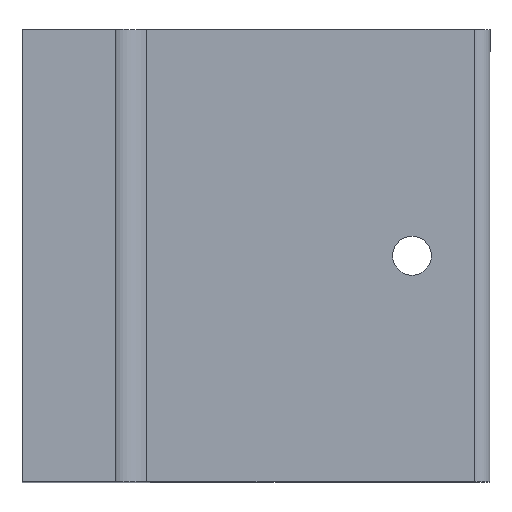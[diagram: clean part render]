
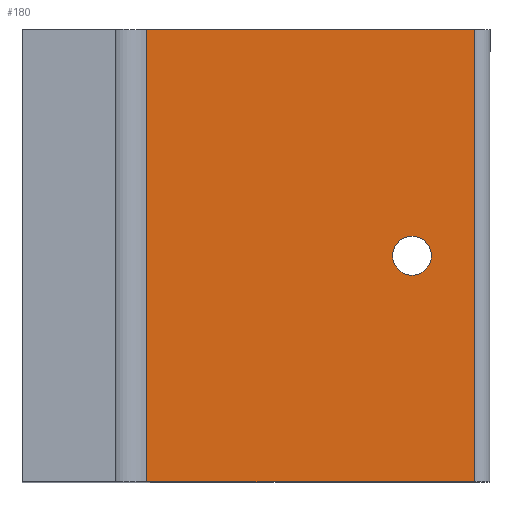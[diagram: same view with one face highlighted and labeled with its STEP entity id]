
A CAD part, top view. The second image highlights one B-rep face of the part: STEP entity #180.
In plain terms, the highlighted planar face has unit normal (0, 0, 1).
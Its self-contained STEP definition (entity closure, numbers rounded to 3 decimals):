
#2 = DIRECTION ( 'NONE',  ( 0., 0., -1. ) ) ;
#5 = CIRCLE ( 'NONE', #118, 1.25 ) ;
#17 = LINE ( 'NONE', #560, #571 ) ;
#23 = CARTESIAN_POINT ( 'NONE',  ( -16., -14.5, 47.5 ) ) ;
#33 = CARTESIAN_POINT ( 'NONE',  ( -20., 0., 47.5 ) ) ;
#57 = CARTESIAN_POINT ( 'NONE',  ( -37., 14.5, 47.5 ) ) ;
#60 = CIRCLE ( 'NONE', #99, 1.25 ) ;
#66 = CARTESIAN_POINT ( 'NONE',  ( -16., 14.5, 47.5 ) ) ;
#69 = VERTEX_POINT ( 'NONE', #81 ) ;
#74 = EDGE_CURVE ( 'NONE', #565, #206, #5, .T. ) ;
#81 = CARTESIAN_POINT ( 'NONE',  ( -37., -14.5, 47.5 ) ) ;
#95 = LINE ( 'NONE', #292, #495 ) ;
#96 = FACE_BOUND ( 'NONE', #628, .T. ) ;
#99 = AXIS2_PLACEMENT_3D ( 'NONE', #151, #2, #235 ) ;
#118 = AXIS2_PLACEMENT_3D ( 'NONE', #33, #227, #475 ) ;
#141 = DIRECTION ( 'NONE',  ( 1., 0., 0. ) ) ;
#151 = CARTESIAN_POINT ( 'NONE',  ( -20., 0., 47.5 ) ) ;
#153 = LINE ( 'NONE', #283, #382 ) ;
#154 = EDGE_CURVE ( 'NONE', #206, #565, #60, .T. ) ;
#167 = ORIENTED_EDGE ( 'NONE', *, *, #337, .T. ) ;
#180 = ADVANCED_FACE ( 'NONE', ( #96, #580 ), #241, .F. ) ;
#191 = EDGE_LOOP ( 'NONE', ( #489, #451, #444, #167 ) ) ;
#194 = CARTESIAN_POINT ( 'NONE',  ( -16., 14.5, 47.5 ) ) ;
#203 = AXIS2_PLACEMENT_3D ( 'NONE', #194, #338, #247 ) ;
#206 = VERTEX_POINT ( 'NONE', #384 ) ;
#227 = DIRECTION ( 'NONE',  ( 0., 0., -1. ) ) ;
#235 = DIRECTION ( 'NONE',  ( -1., 0., 0. ) ) ;
#241 = PLANE ( 'NONE',  #203 ) ;
#247 = DIRECTION ( 'NONE',  ( -1., 0., 0. ) ) ;
#279 = LINE ( 'NONE', #511, #347 ) ;
#283 = CARTESIAN_POINT ( 'NONE',  ( -16., -14.5, 47.5 ) ) ;
#292 = CARTESIAN_POINT ( 'NONE',  ( -37., 14.5, 47.5 ) ) ;
#335 = VERTEX_POINT ( 'NONE', #57 ) ;
#337 = EDGE_CURVE ( 'NONE', #335, #69, #95, .T. ) ;
#338 = DIRECTION ( 'NONE',  ( 0., 0., -1. ) ) ;
#347 = VECTOR ( 'NONE', #141, 1000. ) ;
#373 = CARTESIAN_POINT ( 'NONE',  ( -21.25, 0., 47.5 ) ) ;
#382 = VECTOR ( 'NONE', #610, 1000. ) ;
#384 = CARTESIAN_POINT ( 'NONE',  ( -18.75, 0., 47.5 ) ) ;
#387 = ORIENTED_EDGE ( 'NONE', *, *, #154, .T. ) ;
#444 = ORIENTED_EDGE ( 'NONE', *, *, #620, .F. ) ;
#449 = ORIENTED_EDGE ( 'NONE', *, *, #74, .T. ) ;
#451 = ORIENTED_EDGE ( 'NONE', *, *, #577, .F. ) ;
#459 = VERTEX_POINT ( 'NONE', #23 ) ;
#475 = DIRECTION ( 'NONE',  ( -1., 0., 0. ) ) ;
#481 = VERTEX_POINT ( 'NONE', #66 ) ;
#489 = ORIENTED_EDGE ( 'NONE', *, *, #614, .T. ) ;
#495 = VECTOR ( 'NONE', #596, 1000. ) ;
#511 = CARTESIAN_POINT ( 'NONE',  ( -16., 14.5, 47.5 ) ) ;
#560 = CARTESIAN_POINT ( 'NONE',  ( -16., 14.5, 47.5 ) ) ;
#565 = VERTEX_POINT ( 'NONE', #373 ) ;
#571 = VECTOR ( 'NONE', #625, 1000. ) ;
#577 = EDGE_CURVE ( 'NONE', #481, #459, #17, .T. ) ;
#580 = FACE_OUTER_BOUND ( 'NONE', #191, .T. ) ;
#596 = DIRECTION ( 'NONE',  ( 0., -1., 0. ) ) ;
#610 = DIRECTION ( 'NONE',  ( 1., 0., 0. ) ) ;
#614 = EDGE_CURVE ( 'NONE', #69, #459, #153, .T. ) ;
#620 = EDGE_CURVE ( 'NONE', #335, #481, #279, .T. ) ;
#625 = DIRECTION ( 'NONE',  ( 0., -1., 0. ) ) ;
#628 = EDGE_LOOP ( 'NONE', ( #387, #449 ) ) ;
